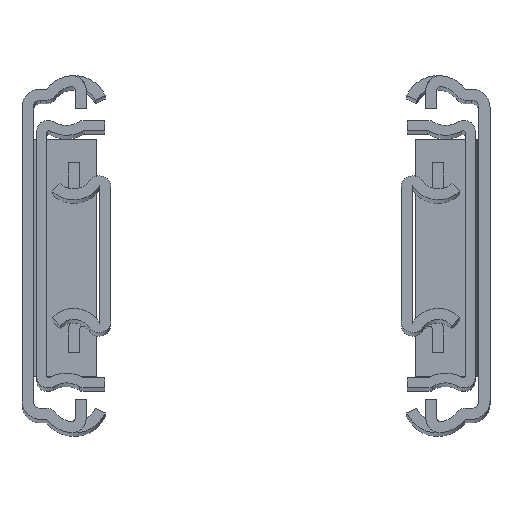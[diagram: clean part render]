
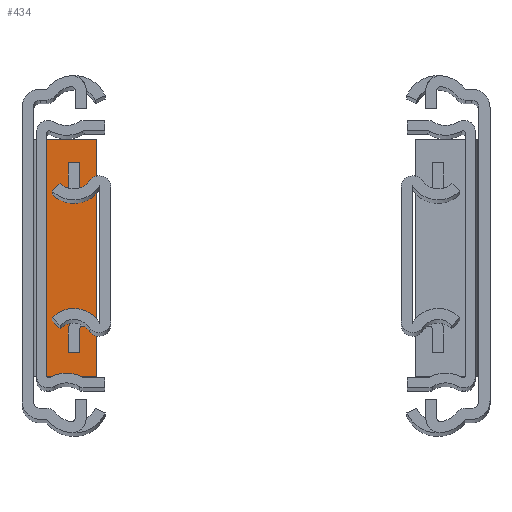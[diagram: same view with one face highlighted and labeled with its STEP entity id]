
A CAD part, top view. The second image highlights one B-rep face of the part: STEP entity #434.
In plain terms, the highlighted face is planar.
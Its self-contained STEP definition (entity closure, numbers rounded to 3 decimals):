
#434 = ADVANCED_FACE( '', ( #917 ), #918, .F. );
#917 = FACE_OUTER_BOUND( '', #1492, .T. );
#918 = PLANE( '', #1493 );
#1492 = EDGE_LOOP( '', ( #2513, #2514, #2515, #2516 ) );
#1493 = AXIS2_PLACEMENT_3D( '', #2517, #2518, #2519 );
#2513 = ORIENTED_EDGE( '', *, *, #3640, .T. );
#2514 = ORIENTED_EDGE( '', *, *, #3413, .F. );
#2515 = ORIENTED_EDGE( '', *, *, #3419, .F. );
#2516 = ORIENTED_EDGE( '', *, *, #3424, .T. );
#2517 = CARTESIAN_POINT( '', ( 4.72, 444.94, 25.4 ) );
#2518 = DIRECTION( '', ( 0., 1., 0. ) );
#2519 = DIRECTION( '', ( -1., 0., 0. ) );
#3413 = EDGE_CURVE( '', #4049, #4044, #4051, .T. );
#3419 = EDGE_CURVE( '', #4060, #4049, #4062, .T. );
#3424 = EDGE_CURVE( '', #4060, #4067, #4070, .T. );
#3640 = EDGE_CURVE( '', #4067, #4044, #4442, .T. );
#4044 = VERTEX_POINT( '', #4975 );
#4049 = VERTEX_POINT( '', #4982 );
#4051 = LINE( '', #4985, #4986 );
#4060 = VERTEX_POINT( '', #4998 );
#4062 = LINE( '', #5000, #5001 );
#4067 = VERTEX_POINT( '', #5007 );
#4070 = LINE( '', #5010, #5011 );
#4442 = LINE( '', #5514, #5515 );
#4975 = CARTESIAN_POINT( '', ( 15.837, 444.94, -25.4 ) );
#4982 = CARTESIAN_POINT( '', ( 15.837, 444.94, 25.4 ) );
#4985 = CARTESIAN_POINT( '', ( 15.837, 444.94, 25.4 ) );
#4986 = VECTOR( '', #6196, 1000. );
#4998 = CARTESIAN_POINT( '', ( 4.72, 444.94, 25.4 ) );
#5000 = CARTESIAN_POINT( '', ( 4.72, 444.94, 25.4 ) );
#5001 = VECTOR( '', #6203, 1000. );
#5007 = CARTESIAN_POINT( '', ( 4.72, 444.94, -25.4 ) );
#5010 = CARTESIAN_POINT( '', ( 4.72, 444.94, 25.4 ) );
#5011 = VECTOR( '', #6211, 1000. );
#5514 = CARTESIAN_POINT( '', ( 4.72, 444.94, -25.4 ) );
#5515 = VECTOR( '', #6555, 1000. );
#6196 = DIRECTION( '', ( 0., 0., -1. ) );
#6203 = DIRECTION( '', ( 1., 0., 0. ) );
#6211 = DIRECTION( '', ( 0., 0., -1. ) );
#6555 = DIRECTION( '', ( 1., 0., 0. ) );
